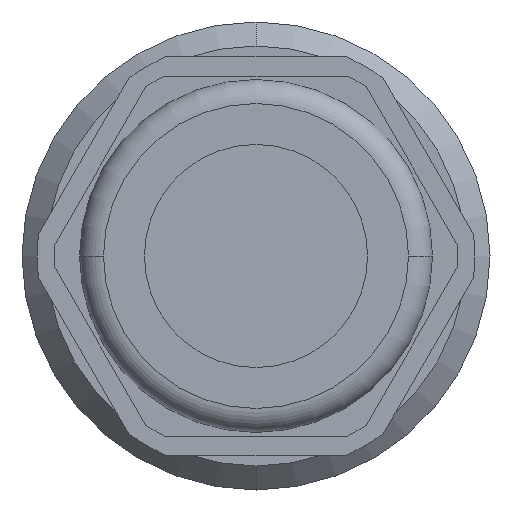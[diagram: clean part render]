
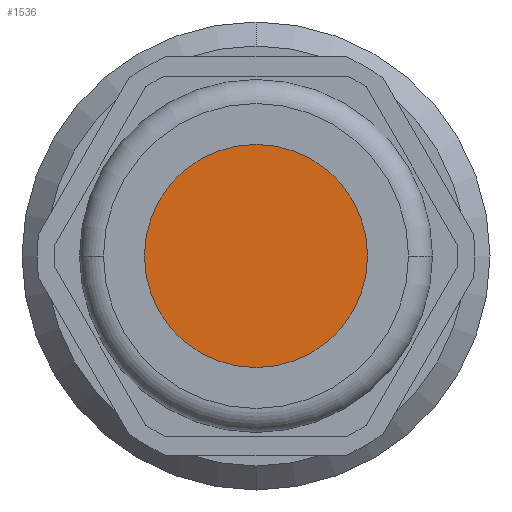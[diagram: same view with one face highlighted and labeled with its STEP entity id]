
A CAD part, left-side view. The second image highlights one B-rep face of the part: STEP entity #1536.
In plain terms, the highlighted planar face has unit normal (-1, 0, 0).
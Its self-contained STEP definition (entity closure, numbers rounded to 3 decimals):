
#463=CARTESIAN_POINT('',(-23.25,0.,0.));
#464=DIRECTION('',(1.,0.,0.));
#465=DIRECTION('',(0.,-1.,0.));
#466=AXIS2_PLACEMENT_3D('',#463,#464,#465);
#473=CARTESIAN_POINT('',(-23.25,0.,0.));
#474=DIRECTION('',(1.,0.,0.));
#475=DIRECTION('',(0.,1.,0.));
#476=AXIS2_PLACEMENT_3D('',#473,#474,#475);
#809=CARTESIAN_POINT('',(-23.25,-9.3,0.));
#810=CARTESIAN_POINT('',(-23.25,9.3,0.));
#811=VERTEX_POINT('',#809);
#812=VERTEX_POINT('',#810);
#1526=CARTESIAN_POINT('',(-23.25,0.,0.));
#1527=DIRECTION('',(-1.,0.,0.));
#1528=DIRECTION('',(0.,1.,0.));
#1529=AXIS2_PLACEMENT_3D('',#1526,#1527,#1528);
#1530=PLANE('',#1529);
#1531=ORIENTED_EDGE('',*,*,#1516,.T.);
#1533=ORIENTED_EDGE('',*,*,#1532,.T.);
#1534=EDGE_LOOP('',(#1531,#1533));
#1535=FACE_OUTER_BOUND('',#1534,.F.);
#1536=ADVANCED_FACE('',(#1535),#1530,.T.);
#467=CIRCLE('',#466,9.3);
#477=CIRCLE('',#476,9.3);
#1516=EDGE_CURVE('',#811,#812,#467,.T.);
#1532=EDGE_CURVE('',#812,#811,#477,.T.);
